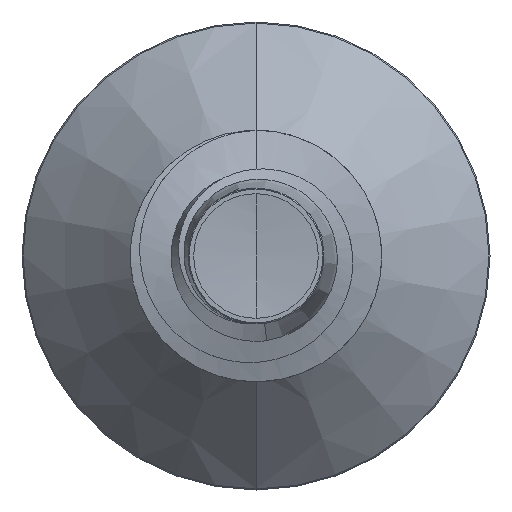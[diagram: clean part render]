
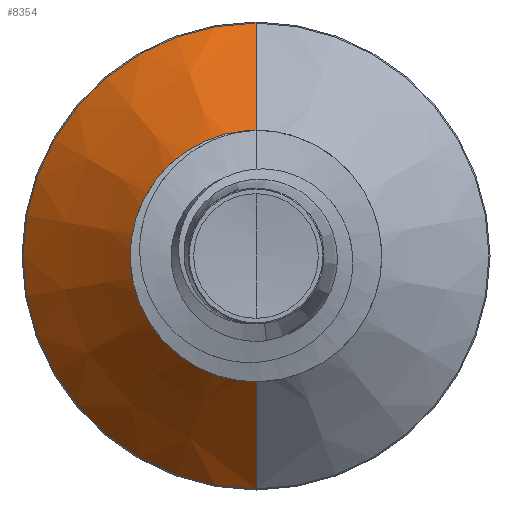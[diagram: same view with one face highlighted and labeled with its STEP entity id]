
A CAD part, front view. The second image highlights one B-rep face of the part: STEP entity #8354.
In plain terms, the highlighted conical face has half-angle 45 degrees and reference radius 2.301 mm.
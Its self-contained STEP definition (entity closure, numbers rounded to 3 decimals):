
#548 = VERTEX_POINT ( 'NONE', #724 ) ;
#724 = CARTESIAN_POINT ( 'NONE',  ( 0., 7.228, 4.628 ) ) ;
#1275 = LINE ( 'NONE', #8318, #10040 ) ;
#1730 = EDGE_CURVE ( 'NONE', #7192, #9676, #1275, .T. ) ;
#2208 = DIRECTION ( 'NONE',  ( 0., 0., 1. ) ) ;
#2437 = EDGE_LOOP ( 'NONE', ( #10403, #8587, #11582, #9614 ) ) ;
#2556 = VECTOR ( 'NONE', #6202, 1000. ) ;
#3187 = CIRCLE ( 'NONE', #6143, 2.301 ) ;
#3241 = DIRECTION ( 'NONE',  ( 0., 1., 0. ) ) ;
#3291 = CARTESIAN_POINT ( 'NONE',  ( 0., 4.901, 0. ) ) ;
#3477 = CARTESIAN_POINT ( 'NONE',  ( 0., 4.901, -2.301 ) ) ;
#5456 = EDGE_CURVE ( 'NONE', #9676, #548, #6753, .T. ) ;
#6143 = AXIS2_PLACEMENT_3D ( 'NONE', #3291, #3241, #2208 ) ;
#6202 = DIRECTION ( 'NONE',  ( 0., 0.707, 0.707 ) ) ;
#6240 = CARTESIAN_POINT ( 'NONE',  ( 0., 4.901, 2.301 ) ) ;
#6616 = CARTESIAN_POINT ( 'NONE',  ( 0., 4.901, 0. ) ) ;
#6753 = CIRCLE ( 'NONE', #7719, 4.628 ) ;
#6823 = EDGE_CURVE ( 'NONE', #9625, #548, #9188, .T. ) ;
#7192 = VERTEX_POINT ( 'NONE', #3477 ) ;
#7285 = DIRECTION ( 'NONE',  ( 0., 0., 1. ) ) ;
#7581 = FACE_OUTER_BOUND ( 'NONE', #2437, .T. ) ;
#7719 = AXIS2_PLACEMENT_3D ( 'NONE', #7988, #7884, #7285 ) ;
#7884 = DIRECTION ( 'NONE',  ( 0., 1., 0. ) ) ;
#7988 = CARTESIAN_POINT ( 'NONE',  ( 0., 7.228, 0. ) ) ;
#8160 = AXIS2_PLACEMENT_3D ( 'NONE', #6616, #9768, #9790 ) ;
#8235 = DIRECTION ( 'NONE',  ( 0., 0.707, -0.707 ) ) ;
#8318 = CARTESIAN_POINT ( 'NONE',  ( 0., 4.901, -2.301 ) ) ;
#8354 = ADVANCED_FACE ( 'NONE', ( #7581 ), #11185, .T. ) ;
#8587 = ORIENTED_EDGE ( 'NONE', *, *, #11539, .T. ) ;
#8596 = CARTESIAN_POINT ( 'NONE',  ( 0., 7.228, -4.628 ) ) ;
#9188 = LINE ( 'NONE', #6240, #2556 ) ;
#9614 = ORIENTED_EDGE ( 'NONE', *, *, #5456, .F. ) ;
#9625 = VERTEX_POINT ( 'NONE', #10096 ) ;
#9676 = VERTEX_POINT ( 'NONE', #8596 ) ;
#9768 = DIRECTION ( 'NONE',  ( 0., 1., 0. ) ) ;
#9790 = DIRECTION ( 'NONE',  ( 0., 0., 1. ) ) ;
#10040 = VECTOR ( 'NONE', #8235, 1000. ) ;
#10096 = CARTESIAN_POINT ( 'NONE',  ( 0., 4.901, 2.301 ) ) ;
#10403 = ORIENTED_EDGE ( 'NONE', *, *, #1730, .F. ) ;
#11185 = CONICAL_SURFACE ( 'NONE', #8160, 2.301, 0.785 ) ;
#11539 = EDGE_CURVE ( 'NONE', #7192, #9625, #3187, .T. ) ;
#11582 = ORIENTED_EDGE ( 'NONE', *, *, #6823, .T. ) ;
